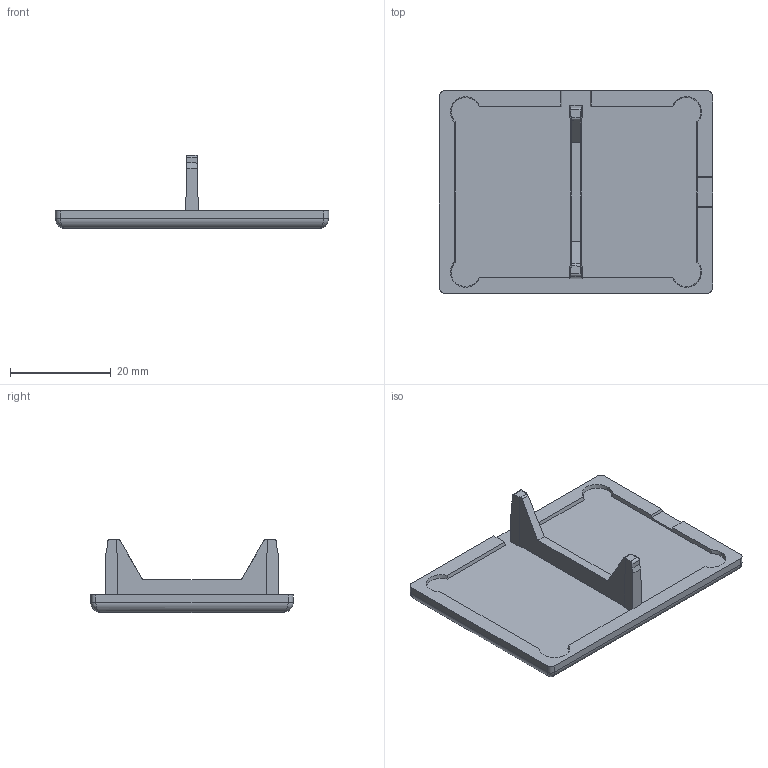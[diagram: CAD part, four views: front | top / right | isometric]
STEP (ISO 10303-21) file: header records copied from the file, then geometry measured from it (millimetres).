
FILE_DESCRIPTION (( 'STEP AP214' ), '1' );
FILE_NAME ('093wa401.STEP', '2014-08-20T13:25:42', ( '' ), ( '' ), 'SwSTEP 2.0', 'SolidWorks 2014', '' );
FILE_SCHEMA (( 'AUTOMOTIVE_DESIGN' ));
Length unit declared in the file: millimetre
Products named in the file (1): 093wa401
Bounding box: 54.2 x 40.1 x 14.5 mm (x, y, z)
Volume: 6504.1 mm3; surface area: 5431.5 mm2
Topology: 1 solids, 1 shells, 66 faces, 182 edges, 114 vertices
Faces by surface type: plane 44, cylinder 12, cone 6, bspline 4
Entity records: 2220 total; most frequent: CARTESIAN_POINT 601, ORIENTED_EDGE 356, DIRECTION 298, EDGE_CURVE 178, LINE 132, VECTOR 132, VERTEX_POINT 114, AXIS2_PLACEMENT_3D 83
